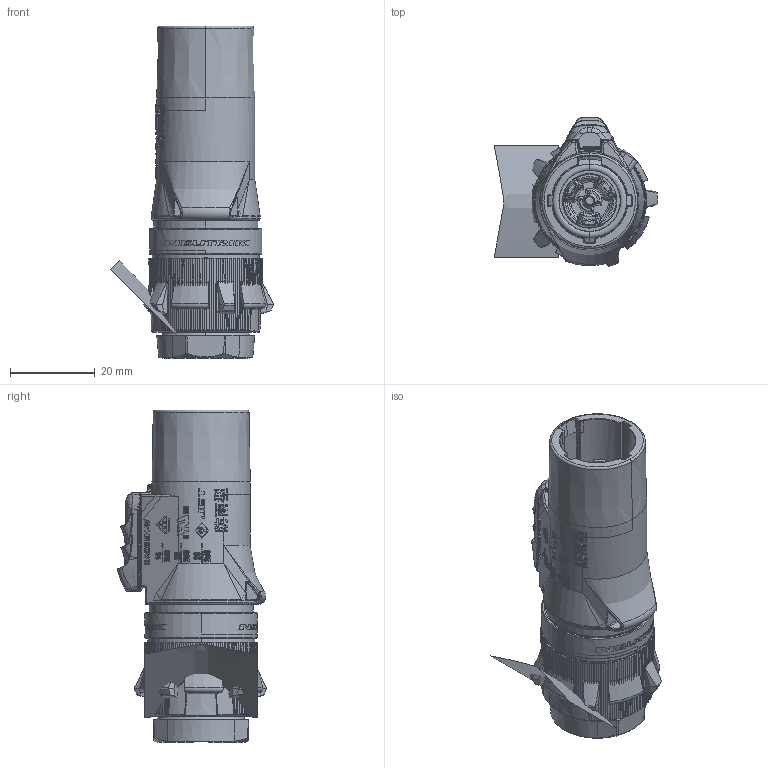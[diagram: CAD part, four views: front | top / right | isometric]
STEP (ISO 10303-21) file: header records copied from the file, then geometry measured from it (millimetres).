
FILE_DESCRIPTION((''),'2;1');
FILE_NAME('30008855_ASM','2023-10-11T10:21:16',('andreas.sauter'),(''),'CREO PARAMETRIC BY PTC INC, 2021184','CREO PARAMETRIC BY PTC INC, 2021184','');
FILE_SCHEMA(('AP242_MANAGED_MODEL_BASED_3D_ENGINEERING_MIM_LF { 1 0 10303 442 1 1 4 }'));
Products named in the file (19): 91219491; 30009226; 91900175_AF0; 91901311_AF0; 91224291-HART; 91224291-WEICH; 30009155_ASM; 91419591; 91419581; 91319531; 30009524; B1-NAC3MX-W-TOP_ASM; 30008778; 91231511_HK; 91231511_WK; 30008780_ASM; 30008889; B1-NA-NL-SPH_ASM; 30008855_ASM
Assembly tree (23 placements, depth 4):
  30008855_ASM
    91219491
    30009226
    91900175_AF0
    91901311_AF0
    B1-NAC3MX-W-TOP_ASM
      30009155_ASM
        91224291-HART
        91224291-WEICH
      91419591
      91419581  x2
      91319531  x3
      30009524  x3
    30008778
    B1-NA-NL-SPH_ASM
      30008780_ASM
        91231511_HK
        91231511_WK
      30008889
Bounding box: 38.64 x 35.25 x 78.4 mm (x, y, z)
Volume: 20287 mm3; surface area: 31812.7 mm2
Topology: 19 solids, 31 shells, 5339 faces, 16202 edges, 11257 vertices
Faces by surface type: plane 2057, bspline 1074, cylinder 759, extrusion 538, cone 413, torus 358, sphere 126, revolution 14
Entity records: 359965 total; most frequent: CARTESIAN_POINT 140553, ORIENTED_EDGE 26348, PRESENTATION_STYLE_ASSIGNMENT 21198, STYLED_ITEM 21195, DIRECTION 20426, CURVE_STYLE 16543, EDGE_CURVE 13227, VERTEX_POINT 8238
